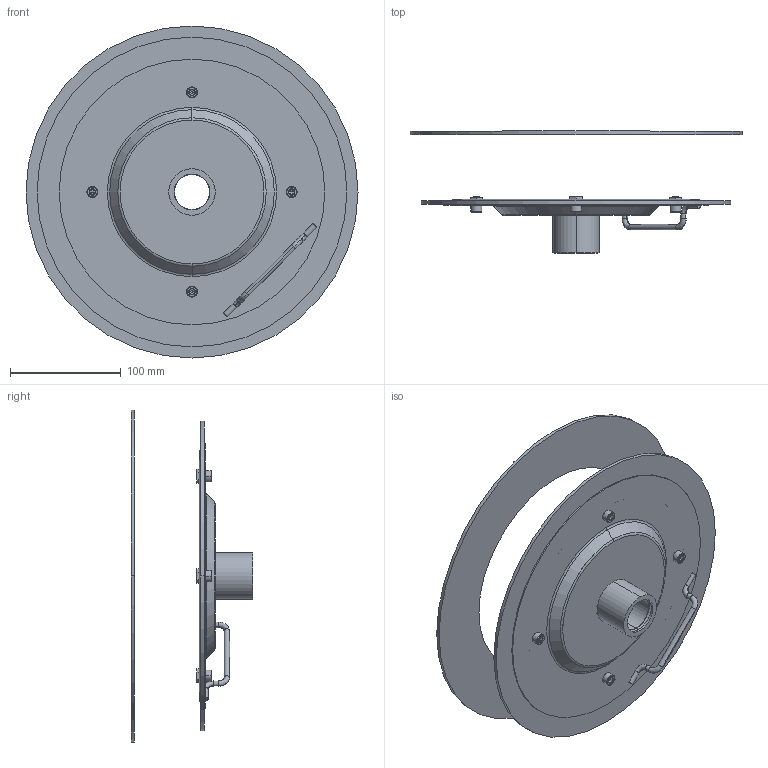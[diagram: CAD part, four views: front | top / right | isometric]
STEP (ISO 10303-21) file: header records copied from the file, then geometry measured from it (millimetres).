
FILE_DESCRIPTION((''),'2;1');
FILE_NAME('43270-00_SW0001','2025-12-10T16:37:42',('julian.egg'),(''),'CREO PARAMETRIC BY PTC INC, 2025323','CREO PARAMETRIC BY PTC INC, 2025323','');
FILE_SCHEMA(('CONFIG_CONTROL_DESIGN'));
Length unit declared in the file: millimetre
Products named in the file (1): 43270-00_SW0001
Bounding box: 300 x 110 x 300 mm (x, y, z)
Volume: 308022.2 mm3; surface area: 249546.5 mm2
Topology: 3 solids, 3 shells, 263 faces, 532 edges, 306 vertices
Faces by surface type: plane 107, cylinder 66, cone 50, torus 40
Entity records: 7352 total; most frequent: CARTESIAN_POINT 1661, DIRECTION 1294, ORIENTED_EDGE 1064, EDGE_CURVE 532, AXIS2_PLACEMENT_3D 527, EDGE_LOOP 310, VERTEX_POINT 306, CIRCLE 264
